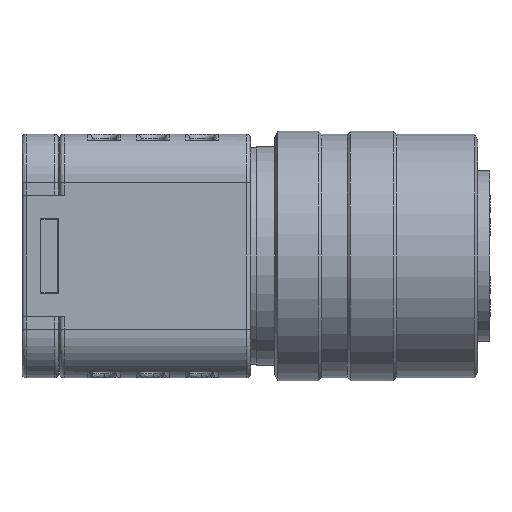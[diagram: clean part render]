
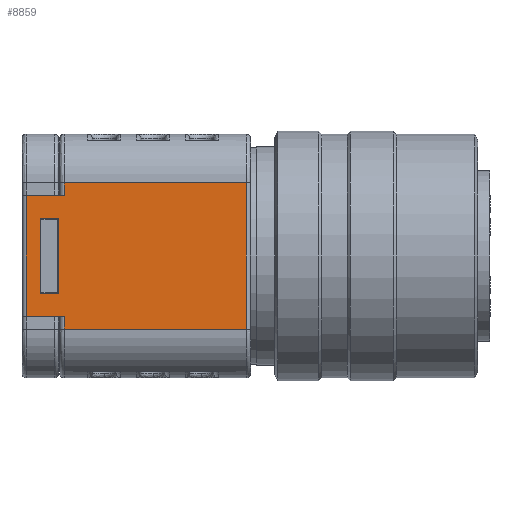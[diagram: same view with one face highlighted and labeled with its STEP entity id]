
A CAD part, left-side view. The second image highlights one B-rep face of the part: STEP entity #8859.
In plain terms, the highlighted planar face has unit normal (-1, 0, 0).
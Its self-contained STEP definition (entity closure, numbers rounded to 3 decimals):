
#44 = VERTEX_POINT ( 'NONE', #6744 ) ;
#103 = VERTEX_POINT ( 'NONE', #5847 ) ;
#231 = DIRECTION ( 'NONE',  ( 0., 0., 1. ) ) ;
#399 = CARTESIAN_POINT ( 'NONE',  ( -10., 15.75, 3.05 ) ) ;
#483 = ORIENTED_EDGE ( 'NONE', *, *, #5023, .T. ) ;
#506 = FACE_BOUND ( 'NONE', #10441, .T. ) ;
#593 = CARTESIAN_POINT ( 'NONE',  ( -10., 15.75, 0. ) ) ;
#644 = LINE ( 'NONE', #11041, #11103 ) ;
#899 = VECTOR ( 'NONE', #8556, 1000. ) ;
#981 = DIRECTION ( 'NONE',  ( 0., 1., 0. ) ) ;
#1283 = CARTESIAN_POINT ( 'NONE',  ( -10., 15.3, 4.95 ) ) ;
#1402 = LINE ( 'NONE', #4541, #7492 ) ;
#1529 = ORIENTED_EDGE ( 'NONE', *, *, #4679, .T. ) ;
#1536 = VERTEX_POINT ( 'NONE', #1283 ) ;
#1780 = DIRECTION ( 'NONE',  ( 0., 0., 1. ) ) ;
#1887 = VERTEX_POINT ( 'NONE', #10217 ) ;
#2167 = VERTEX_POINT ( 'NONE', #13013 ) ;
#2198 = DIRECTION ( 'NONE',  ( 0., 0., 1. ) ) ;
#2231 = VERTEX_POINT ( 'NONE', #8932 ) ;
#2352 = VERTEX_POINT ( 'NONE', #2571 ) ;
#2383 = CARTESIAN_POINT ( 'NONE',  ( -10., 0.35, 6. ) ) ;
#2571 = CARTESIAN_POINT ( 'NONE',  ( -10., 18.4, 4.95 ) ) ;
#2697 = CARTESIAN_POINT ( 'NONE',  ( -10., 0., -3.05 ) ) ;
#2804 = LINE ( 'NONE', #13751, #5920 ) ;
#3602 = CARTESIAN_POINT ( 'NONE',  ( -10., 17.25, -3.05 ) ) ;
#3712 = VERTEX_POINT ( 'NONE', #2383 ) ;
#4450 = ORIENTED_EDGE ( 'NONE', *, *, #4957, .T. ) ;
#4541 = CARTESIAN_POINT ( 'NONE',  ( -10., 17.25, 6. ) ) ;
#4631 = EDGE_CURVE ( 'NONE', #2352, #8350, #14245, .T. ) ;
#4676 = CARTESIAN_POINT ( 'NONE',  ( -10., 0.35, 6. ) ) ;
#4679 = EDGE_CURVE ( 'NONE', #10188, #3712, #11174, .T. ) ;
#4703 = EDGE_CURVE ( 'NONE', #1887, #10188, #9498, .T. ) ;
#4861 = EDGE_CURVE ( 'NONE', #11806, #2231, #1402, .T. ) ;
#4893 = EDGE_CURVE ( 'NONE', #8350, #44, #13864, .T. ) ;
#4947 = ORIENTED_EDGE ( 'NONE', *, *, #4703, .T. ) ;
#4957 = EDGE_CURVE ( 'NONE', #1536, #2352, #10932, .T. ) ;
#5023 = EDGE_CURVE ( 'NONE', #3712, #103, #644, .T. ) ;
#5087 = VECTOR ( 'NONE', #12206, 1000. ) ;
#5133 = EDGE_CURVE ( 'NONE', #2167, #11806, #14163, .T. ) ;
#5178 = VECTOR ( 'NONE', #8584, 1000. ) ;
#5188 = EDGE_CURVE ( 'NONE', #2231, #6893, #2804, .T. ) ;
#5192 = EDGE_CURVE ( 'NONE', #2167, #6893, #13984, .T. ) ;
#5210 = VECTOR ( 'NONE', #12954, 1000. ) ;
#5215 = EDGE_CURVE ( 'NONE', #103, #1536, #8438, .T. ) ;
#5216 = EDGE_CURVE ( 'NONE', #44, #1887, #13666, .T. ) ;
#5517 = CARTESIAN_POINT ( 'NONE',  ( -10., 0., 4.95 ) ) ;
#5545 = VECTOR ( 'NONE', #1780, 1000. ) ;
#5847 = CARTESIAN_POINT ( 'NONE',  ( -10., 15.3, 6. ) ) ;
#5920 = VECTOR ( 'NONE', #6398, 1000. ) ;
#6398 = DIRECTION ( 'NONE',  ( 0., -1., 0. ) ) ;
#6414 = CARTESIAN_POINT ( 'NONE',  ( -10., 0., -6. ) ) ;
#6436 = CARTESIAN_POINT ( 'NONE',  ( -10., 0.35, -6. ) ) ;
#6744 = CARTESIAN_POINT ( 'NONE',  ( -10., 15.3, -4.95 ) ) ;
#6893 = VERTEX_POINT ( 'NONE', #399 ) ;
#7164 = DIRECTION ( 'NONE',  ( -1., 0., 0. ) ) ;
#7492 = VECTOR ( 'NONE', #2198, 1000. ) ;
#7529 = CARTESIAN_POINT ( 'NONE',  ( -10., 15.3, 6. ) ) ;
#7937 = ORIENTED_EDGE ( 'NONE', *, *, #5215, .T. ) ;
#8350 = VERTEX_POINT ( 'NONE', #9690 ) ;
#8438 = LINE ( 'NONE', #9590, #10908 ) ;
#8556 = DIRECTION ( 'NONE',  ( 0., -1., 0. ) ) ;
#8584 = DIRECTION ( 'NONE',  ( 0., 0., -1. ) ) ;
#8859 = ADVANCED_FACE ( 'NONE', ( #506, #9168 ), #12342, .T. ) ;
#8932 = CARTESIAN_POINT ( 'NONE',  ( -10., 17.25, 3.05 ) ) ;
#8991 = CARTESIAN_POINT ( 'NONE',  ( -10., 18.4, 6. ) ) ;
#9148 = ORIENTED_EDGE ( 'NONE', *, *, #4631, .T. ) ;
#9168 = FACE_OUTER_BOUND ( 'NONE', #13214, .T. ) ;
#9300 = AXIS2_PLACEMENT_3D ( 'NONE', #13438, #7164, #231 ) ;
#9357 = DIRECTION ( 'NONE',  ( 0., 1., 0. ) ) ;
#9461 = ORIENTED_EDGE ( 'NONE', *, *, #5188, .T. ) ;
#9498 = LINE ( 'NONE', #6414, #899 ) ;
#9590 = CARTESIAN_POINT ( 'NONE',  ( -10., 15.3, 6. ) ) ;
#9690 = CARTESIAN_POINT ( 'NONE',  ( -10., 18.4, -4.95 ) ) ;
#10063 = DIRECTION ( 'NONE',  ( 0., 0., -1. ) ) ;
#10188 = VERTEX_POINT ( 'NONE', #6436 ) ;
#10217 = CARTESIAN_POINT ( 'NONE',  ( -10., 15.3, -6. ) ) ;
#10232 = ORIENTED_EDGE ( 'NONE', *, *, #4861, .T. ) ;
#10441 = EDGE_LOOP ( 'NONE', ( #10232, #9461, #13437, #12874 ) ) ;
#10544 = ORIENTED_EDGE ( 'NONE', *, *, #4893, .T. ) ;
#10659 = DIRECTION ( 'NONE',  ( 0., 0., -1. ) ) ;
#10908 = VECTOR ( 'NONE', #10659, 1000. ) ;
#10932 = LINE ( 'NONE', #5517, #5210 ) ;
#11041 = CARTESIAN_POINT ( 'NONE',  ( -10., 0., 6. ) ) ;
#11103 = VECTOR ( 'NONE', #981, 1000. ) ;
#11117 = VECTOR ( 'NONE', #11134, 1000. ) ;
#11134 = DIRECTION ( 'NONE',  ( 0., -1., 0. ) ) ;
#11174 = LINE ( 'NONE', #4676, #5087 ) ;
#11806 = VERTEX_POINT ( 'NONE', #3602 ) ;
#12206 = DIRECTION ( 'NONE',  ( 0., 0., 1. ) ) ;
#12342 = PLANE ( 'NONE',  #9300 ) ;
#12874 = ORIENTED_EDGE ( 'NONE', *, *, #5133, .T. ) ;
#12954 = DIRECTION ( 'NONE',  ( 0., 1., 0. ) ) ;
#13013 = CARTESIAN_POINT ( 'NONE',  ( -10., 15.75, -3.05 ) ) ;
#13048 = ORIENTED_EDGE ( 'NONE', *, *, #5216, .T. ) ;
#13214 = EDGE_LOOP ( 'NONE', ( #7937, #4450, #9148, #10544, #13048, #4947, #1529, #483 ) ) ;
#13437 = ORIENTED_EDGE ( 'NONE', *, *, #5192, .F. ) ;
#13438 = CARTESIAN_POINT ( 'NONE',  ( -10., 0., 6. ) ) ;
#13666 = LINE ( 'NONE', #7529, #5178 ) ;
#13751 = CARTESIAN_POINT ( 'NONE',  ( -10., 15.75, 3.05 ) ) ;
#13839 = VECTOR ( 'NONE', #9357, 1000. ) ;
#13864 = LINE ( 'NONE', #14203, #11117 ) ;
#13918 = VECTOR ( 'NONE', #10063, 1000. ) ;
#13984 = LINE ( 'NONE', #593, #5545 ) ;
#14163 = LINE ( 'NONE', #2697, #13839 ) ;
#14203 = CARTESIAN_POINT ( 'NONE',  ( -10., 0., -4.95 ) ) ;
#14245 = LINE ( 'NONE', #8991, #13918 ) ;
